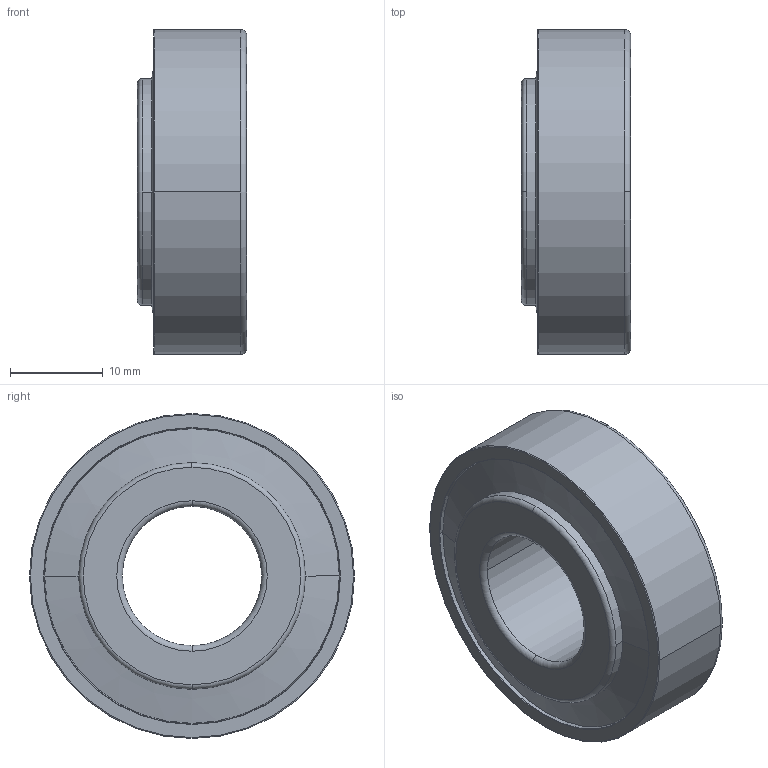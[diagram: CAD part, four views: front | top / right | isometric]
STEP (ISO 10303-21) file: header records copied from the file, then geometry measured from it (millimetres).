
FILE_DESCRIPTION(('STEP AP242'),'1');
FILE_NAME('snr_30202a_0.stp','2023-06-30T10:34:27',('TraceParts'),('TraceParts S.A.'),'Spatial InterOp 3D',' ',' ');
FILE_SCHEMA(('AP242_MANAGED_MODEL_BASED_3D_ENGINEERING_MIM_LF {1 0 10303 442 1 1 4}'));
Length unit declared in the file: millimetre
Products named in the file (1): snr_30202a_0_1
Bounding box: 11.75 x 35 x 35 mm (x, y, z)
Volume: 7529.1 mm3; surface area: 6521.6 mm2
Topology: 3 solids, 3 shells, 56 faces, 144 edges, 92 vertices
Faces by surface type: torus 28, cone 16, cylinder 8, plane 4
Entity records: 1807 total; most frequent: DIRECTION 382, CARTESIAN_POINT 295, ORIENTED_EDGE 288, AXIS2_PLACEMENT_3D 179, EDGE_CURVE 144, CIRCLE 120, VERTEX_POINT 92, EDGE_LOOP 60
